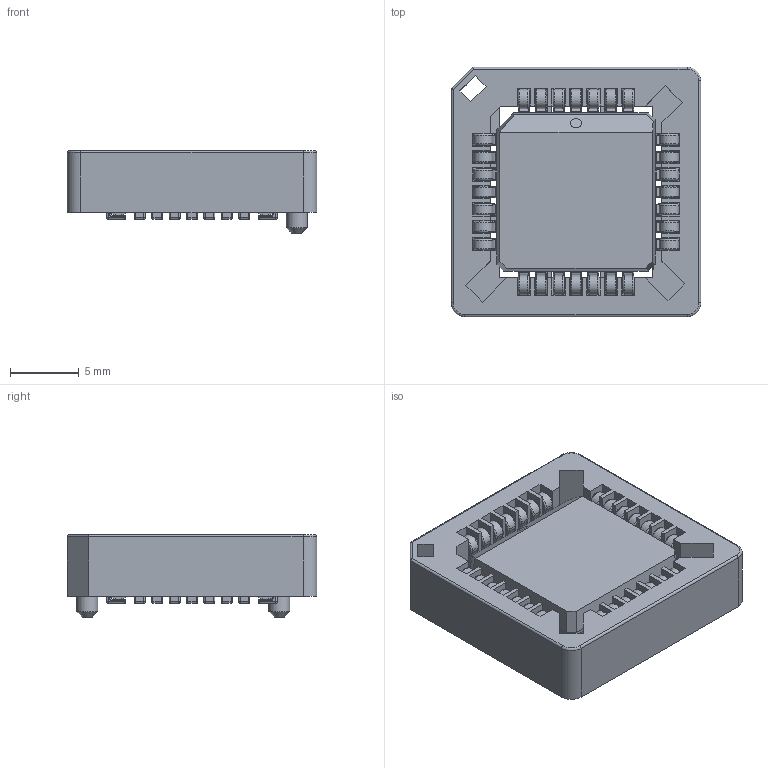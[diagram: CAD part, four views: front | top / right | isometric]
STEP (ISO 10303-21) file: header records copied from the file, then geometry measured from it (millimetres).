
FILE_DESCRIPTION(('HOOPS Exchange Step'),'2;1');
FILE_NAME('temp_export','2023-02-03T12:47:30+08:00',('30abd'),('Shapr3D Limited'),'HOOPS Exchange 2022.2','Shapr3D','Authorized');
FILE_SCHEMA( ('AUTOMOTIVE_DESIGN { 1 0 10303 214 1 1 1 1 }') );
Length unit declared in the file: millimetre
Products named in the file (42): Body002; Body; Pin001; Pin002; Pin003; Pin004; Pin005; Pin006; Pin007; °ins_Side_001; Pin008; Pin013; Pin014; Pin011; Pin012; Pin009; Pin010; Éins_Side_002; Pin015; Pin016; Pin017; Pin018; Pin019; Pin020; Pin021; Gins_Side_003; Pin028; Pin022; Pin023; Pin024; Pin026; Pin027; Pin025; ?ins_Side_004; Pins; Pion001; Pion002; Pions; Unnamed; PLCC-28_11.5x11.5x1.27 ...
Assembly tree (41 placements, depth 6):
  root
    temp_import.step
      Unnamed
        Body
          Body002
        Pins
          °ins_Side_001
            Pin001
            Pin002
            Pin003
            Pin004
            Pin005
            Pin006
            Pin007
          Éins_Side_002
            Pin008
            Pin013
            Pin014
            Pin011
            Pin012
            Pin009
            Pin010
          Gins_Side_003
            Pin015
            Pin016
            Pin017
            Pin018
            Pin019
            Pin020
            Pin021
          ?ins_Side_004
            Pin028
            Pin022
            Pin023
            Pin024
            Pin026
            Pin027
            Pin025
        Pions
          Pion001
          Pion002
      PLCC-28_11.5x11.5x1.27
Bounding box: 18.15 x 18.15 x 6.02 mm (x, y, z)
Volume: 536.8 mm3; surface area: 2441.2 mm2
Topology: 31 solids, 32 shells, 2782 faces, 6927 edges, 3862 vertices
Faces by surface type: cylinder 1159, plane 1078, sphere 308, torus 199, bspline 36, cone 2
Full cylindrical faces by diameter (mm): 0.8 x1, 1.52 x2
Entity records: 83497 total; most frequent: CARTESIAN_POINT 17852, DIRECTION 14218, ORIENTED_EDGE 13175, EDGE_CURVE 6591, AXIS2_PLACEMENT_3D 5057, VECTOR 4104, LINE 4104, VERTEX_POINT 3862
